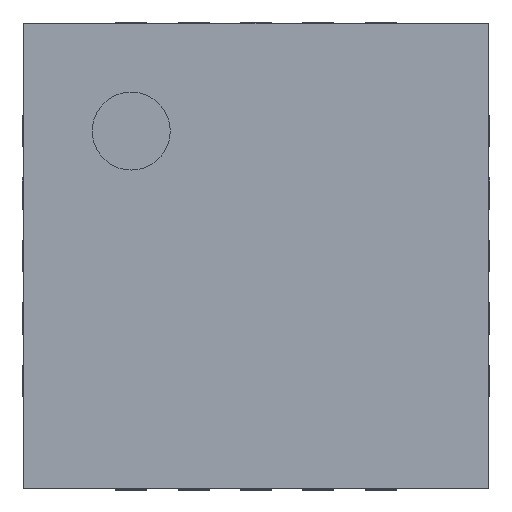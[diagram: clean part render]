
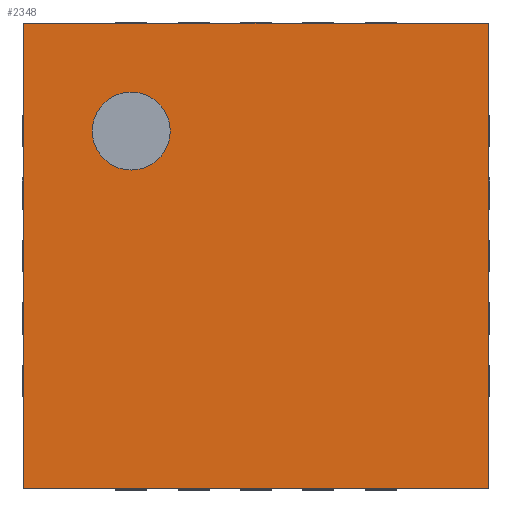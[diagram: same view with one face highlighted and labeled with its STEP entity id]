
A CAD part, top view. The second image highlights one B-rep face of the part: STEP entity #2348.
In plain terms, the highlighted planar face has unit normal (0, 0, 1).
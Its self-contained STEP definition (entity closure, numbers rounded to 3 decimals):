
#13=DIRECTION('',(0.,0.,1.));
#159=VECTOR('',#160,1.);
#160=DIRECTION('',(1.,0.,0.));
#166=VECTOR('',#167,1.);
#167=DIRECTION('',(0.,-1.,0.));
#675=VERTEX_POINT('',#676);
#676=CARTESIAN_POINT('',(1.49,1.49,0.52));
#679=EDGE_CURVE('',#675,#680,#682,.T.);
#680=VERTEX_POINT('',#681);
#681=CARTESIAN_POINT('',(1.49,-1.49,0.52));
#682=LINE('',#676,#166);
#767=ORIENTED_EDGE('',*,*,#768,.F.);
#768=EDGE_CURVE('',#769,#675,#771,.T.);
#769=VERTEX_POINT('',#770);
#770=CARTESIAN_POINT('',(-1.49,1.49,0.52));
#771=LINE('',#770,#159);
#793=DIRECTION('',(0.,0.,-1.));
#870=ORIENTED_EDGE('',*,*,#871,.T.);
#871=EDGE_CURVE('',#769,#872,#874,.T.);
#872=VERTEX_POINT('',#873);
#873=CARTESIAN_POINT('',(-1.49,-1.49,0.52));
#874=LINE('',#770,#166);
#1622=EDGE_CURVE('',#872,#680,#1623,.T.);
#1623=LINE('',#873,#159);
#2348=ADVANCED_FACE('',(#2349,#2353),#2362,.T.);
#2349=FACE_BOUND('',#2350,.T.);
#2350=EDGE_LOOP('',(#767,#870,#2351,#2352));
#2351=ORIENTED_EDGE('',*,*,#1622,.T.);
#2352=ORIENTED_EDGE('',*,*,#679,.F.);
#2353=FACE_BOUND('',#2354,.T.);
#2354=EDGE_LOOP('',(#2355));
#2355=ORIENTED_EDGE('',*,*,#2356,.T.);
#2356=EDGE_CURVE('',#2357,#2357,#2359,.T.);
#2357=VERTEX_POINT('',#2358);
#2358=CARTESIAN_POINT('',(-0.8,0.55,0.52));
#2359=CIRCLE('',#2360,0.25);
#2360=AXIS2_PLACEMENT_3D('',#2361,#793,#167);
#2361=CARTESIAN_POINT('',(-0.8,0.8,0.52));
#2362=PLANE('',#2363);
#2363=AXIS2_PLACEMENT_3D('',#770,#13,#167);
